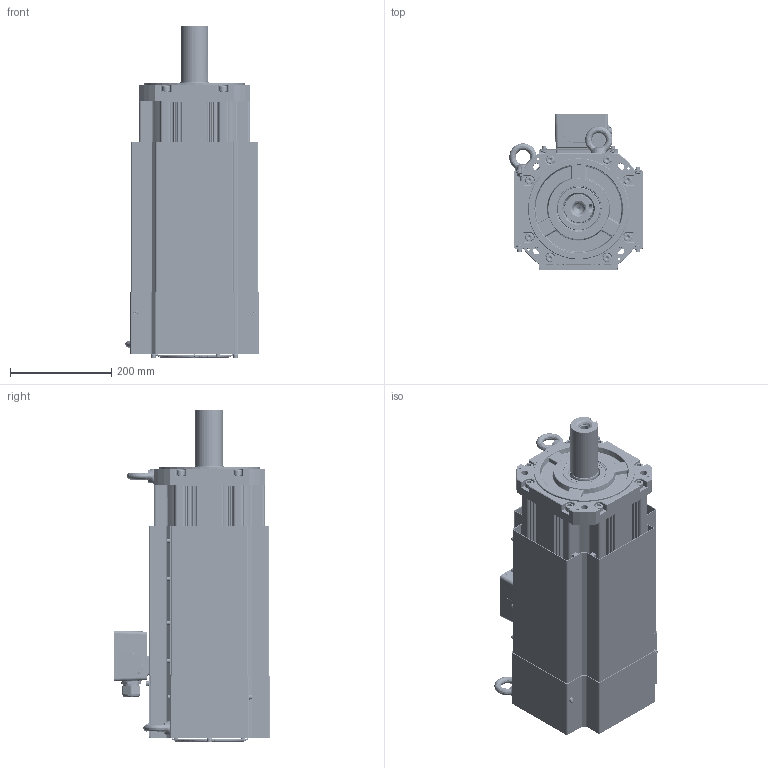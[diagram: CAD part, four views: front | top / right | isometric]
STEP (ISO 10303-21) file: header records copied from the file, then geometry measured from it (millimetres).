
FILE_DESCRIPTION( ('This file contains a STEP AP42 implementation' ,'as created by ZW3D STEP Interface translator.') ,'2;1' );
FILE_NAME( 'SV-X6MM11KA-B4LA-F（6312前轴承）实体.stp' ,'23 9 9. 94826', (''), ('ZWCAD Software Co.'), 'Version 1.0', 'ZW3D to STEP translator', '' );
FILE_SCHEMA(('AUTOMOTIVE_DESIGN { 1 0 10303 214 1 1 1 1 }'));
Length unit declared in the file: millimetre
Products named in the file (2): 0; SV-X6MM11KA-B4LA（6312前轴承）实体
Bounding box: 264.08 x 309.6 x 656.8 mm (x, y, z)
Volume: 701.2 mm3; surface area: 1689345.5 mm2
Topology: 106 solids, 111 shells, 7078 faces, 16947 edges, 9977 vertices
Faces by surface type: cone 2652, cylinder 1936, plane 1766, bspline 435, torus 272, sphere 17
Full cylindrical faces by diameter (mm): 13 x3, 14.2 x3, 38 x1
Entity records: 266081 total; most frequent: CARTESIAN_POINT 96199, DIRECTION 35080, ORIENTED_EDGE 33616, EDGE_CURVE 16787, AXIS2_PLACEMENT_3D 13613, VERTEX_POINT 9979, VECTOR 7854, LINE 7854
